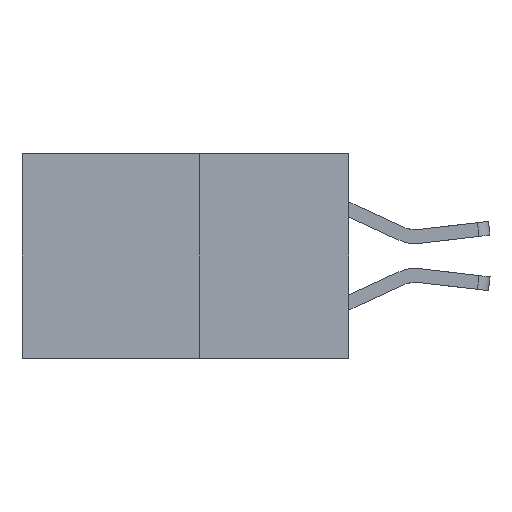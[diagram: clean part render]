
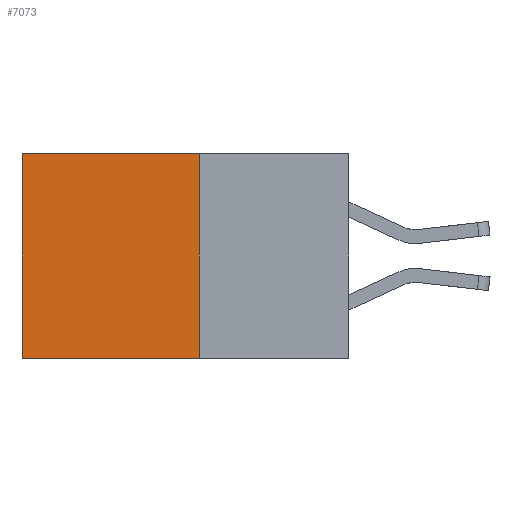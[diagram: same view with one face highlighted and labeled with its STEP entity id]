
A CAD part, left-side view. The second image highlights one B-rep face of the part: STEP entity #7073.
In plain terms, the highlighted planar face has unit normal (-1, 0, 0).
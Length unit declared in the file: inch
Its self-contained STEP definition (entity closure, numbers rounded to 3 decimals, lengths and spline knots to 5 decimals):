
#4 = AXIS2_PLACEMENT_3D ( 'NONE', #10893, #8044, #2278 ) ;
#217 = LINE ( 'NONE', #2778, #2542 ) ;
#605 = DIRECTION ( 'NONE',  ( 0., 0., -1. ) ) ;
#667 = EDGE_CURVE ( 'NONE', #10514, #2872, #1382, .T. ) ;
#706 = DIRECTION ( 'NONE',  ( 0., 1., 0. ) ) ;
#1055 = VECTOR ( 'NONE', #605, 39.37008 ) ;
#1382 = LINE ( 'NONE', #11307, #1055 ) ;
#1405 = ORIENTED_EDGE ( 'NONE', *, *, #11026, .F. ) ;
#2127 = EDGE_LOOP ( 'NONE', ( #11644, #1405, #8532, #2698 ) ) ;
#2278 = DIRECTION ( 'NONE',  ( 0., 0., -1. ) ) ;
#2542 = VECTOR ( 'NONE', #10453, 39.37008 ) ;
#2696 = CARTESIAN_POINT ( 'NONE',  ( 0.277, 0.27, -0.37 ) ) ;
#2698 = ORIENTED_EDGE ( 'NONE', *, *, #9187, .T. ) ;
#2778 = CARTESIAN_POINT ( 'NONE',  ( 0.277, 0.27, 0. ) ) ;
#2872 = VERTEX_POINT ( 'NONE', #9683 ) ;
#3767 = VECTOR ( 'NONE', #4809, 39.37008 ) ;
#3814 = CARTESIAN_POINT ( 'NONE',  ( 0.277, 0.59, -0.37 ) ) ;
#4249 = CARTESIAN_POINT ( 'NONE',  ( 0.277, 0.59, 0. ) ) ;
#4809 = DIRECTION ( 'NONE',  ( 0., 0., -1. ) ) ;
#5144 = PLANE ( 'NONE',  #4 ) ;
#5806 = CARTESIAN_POINT ( 'NONE',  ( 0.277, 0.27, 0. ) ) ;
#6053 = FACE_OUTER_BOUND ( 'NONE', #2127, .T. ) ;
#6992 = VERTEX_POINT ( 'NONE', #8889 ) ;
#7073 = ADVANCED_FACE ( 'NONE', ( #6053 ), #5144, .F. ) ;
#7612 = LINE ( 'NONE', #2696, #10167 ) ;
#8044 = DIRECTION ( 'NONE',  ( 1., 0., 0. ) ) ;
#8532 = ORIENTED_EDGE ( 'NONE', *, *, #667, .F. ) ;
#8644 = EDGE_CURVE ( 'NONE', #9532, #6992, #8877, .T. ) ;
#8877 = LINE ( 'NONE', #3814, #3767 ) ;
#8889 = CARTESIAN_POINT ( 'NONE',  ( 0.277, 0.59, -0.37 ) ) ;
#9187 = EDGE_CURVE ( 'NONE', #10514, #9532, #217, .T. ) ;
#9532 = VERTEX_POINT ( 'NONE', #4249 ) ;
#9683 = CARTESIAN_POINT ( 'NONE',  ( 0.277, 0.27, -0.37 ) ) ;
#10167 = VECTOR ( 'NONE', #706, 39.37008 ) ;
#10453 = DIRECTION ( 'NONE',  ( 0., 1., 0. ) ) ;
#10514 = VERTEX_POINT ( 'NONE', #5806 ) ;
#10893 = CARTESIAN_POINT ( 'NONE',  ( 0.277, 0.27, -0.37 ) ) ;
#11026 = EDGE_CURVE ( 'NONE', #2872, #6992, #7612, .T. ) ;
#11307 = CARTESIAN_POINT ( 'NONE',  ( 0.277, 0.27, -0.37 ) ) ;
#11644 = ORIENTED_EDGE ( 'NONE', *, *, #8644, .T. ) ;
